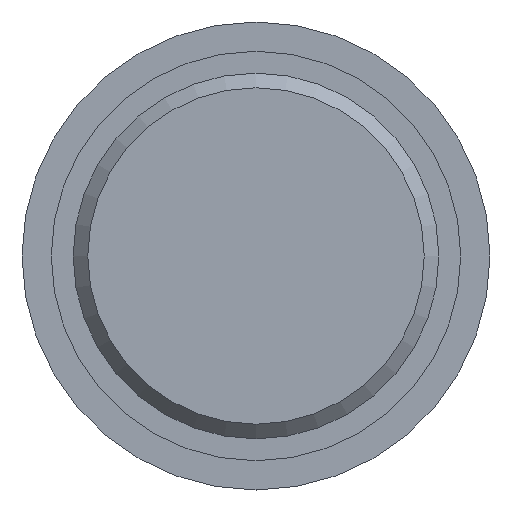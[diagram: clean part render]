
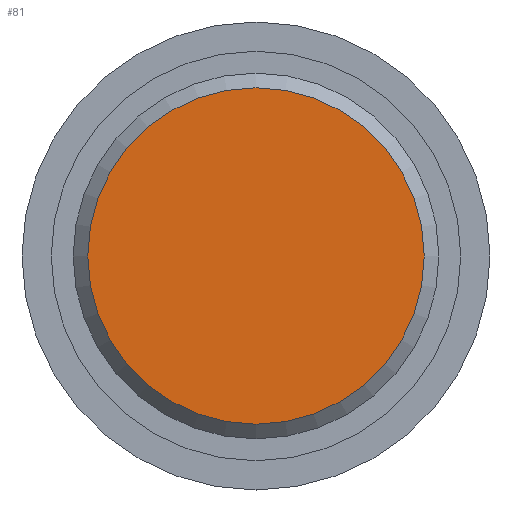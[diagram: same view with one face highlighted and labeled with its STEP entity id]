
A CAD part, left-side view. The second image highlights one B-rep face of the part: STEP entity #81.
In plain terms, the highlighted planar face has unit normal (-1, 0, 0).
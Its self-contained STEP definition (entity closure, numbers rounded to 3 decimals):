
#81=ADVANCED_FACE('',(#283),#285,.T.);
#283=FACE_BOUND('',#284,.T.);
#284=EDGE_LOOP('',(#368));
#285=PLANE('',#286);
#286=AXIS2_PLACEMENT_3D('',#287,#288,#289);
#287=CARTESIAN_POINT('',(0.,0.,0.));
#288=DIRECTION('',(-1.,0.,0.));
#289=DIRECTION('',(0.,0.,-1.));
#368=ORIENTED_EDGE('',*,*,#406,.T.);
#406=EDGE_CURVE('',#469,#469,#470,.T.);
#469=VERTEX_POINT('',#858);
#470=CIRCLE('',#859,11.5);
#858=CARTESIAN_POINT('',(0.,0.,-11.5));
#859=AXIS2_PLACEMENT_3D('',#860,#861,#862);
#860=CARTESIAN_POINT('',(0.,0.,0.));
#861=DIRECTION('',(-1.,0.,0.));
#862=DIRECTION('',(0.,0.,-1.));
